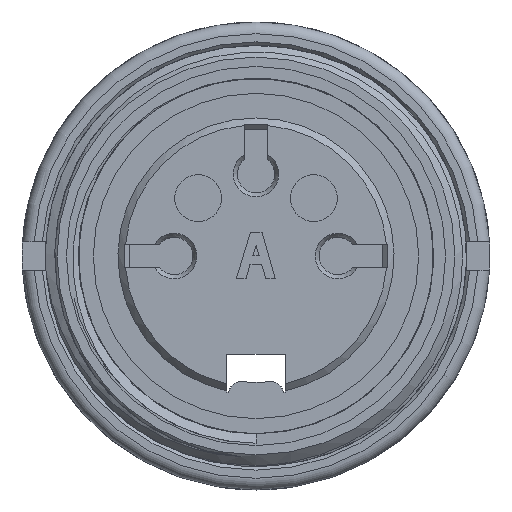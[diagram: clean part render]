
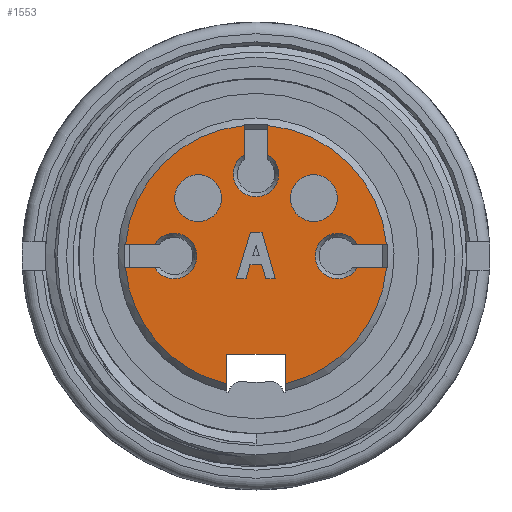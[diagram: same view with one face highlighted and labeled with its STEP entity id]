
A CAD part, front view. The second image highlights one B-rep face of the part: STEP entity #1553.
In plain terms, the highlighted planar face has unit normal (0, -1, 0).
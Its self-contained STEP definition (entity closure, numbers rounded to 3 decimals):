
#1553=ADVANCED_FACE('',(#2407,#2408,#2409,#2410),#1682,.F.);
#1682=PLANE('',#5231);
#1769=LINE('',#9371,#2073);
#1770=LINE('',#9373,#2074);
#1776=LINE('',#9393,#2080);
#1948=LINE('',#10827,#2252);
#1949=LINE('',#10830,#2253);
#1950=LINE('',#10832,#2254);
#1951=LINE('',#10834,#2255);
#1952=LINE('',#10836,#2256);
#1953=LINE('',#10838,#2257);
#1954=LINE('',#10840,#2258);
#1955=LINE('',#10842,#2259);
#1956=LINE('',#10845,#2260);
#1957=LINE('',#10849,#2261);
#1958=LINE('',#10853,#2262);
#1959=LINE('',#10857,#2263);
#1960=LINE('',#10861,#2264);
#1961=LINE('',#10865,#2265);
#2073=VECTOR('',#5509,1.);
#2074=VECTOR('',#5512,1.);
#2080=VECTOR('',#5520,1.);
#2252=VECTOR('',#6062,1.);
#2253=VECTOR('',#6063,1.);
#2254=VECTOR('',#6064,1.);
#2255=VECTOR('',#6065,1.);
#2256=VECTOR('',#6066,1.);
#2257=VECTOR('',#6067,1.);
#2258=VECTOR('',#6068,1.);
#2259=VECTOR('',#6069,1.);
#2260=VECTOR('',#6072,1.);
#2261=VECTOR('',#6075,1.);
#2262=VECTOR('',#6078,1.);
#2263=VECTOR('',#6081,1.);
#2264=VECTOR('',#6084,1.);
#2265=VECTOR('',#6087,1.);
#2407=FACE_BOUND('',#2646,.T.);
#2408=FACE_BOUND('',#2647,.T.);
#2409=FACE_BOUND('',#2648,.T.);
#2410=FACE_BOUND('',#2649,.T.);
#2646=EDGE_LOOP('',(#3638));
#2647=EDGE_LOOP('',(#3639,#3640,#3641,#3642,#3643,#3644,#3645,#3646));
#2648=EDGE_LOOP('',(#3647,#3648,#3649,#3650,#3651,#3652,#3653,#3654,#3655,
#3656,#3657,#3658,#3659,#3660,#3661,#3662));
#2649=EDGE_LOOP('',(#3663));
#3638=ORIENTED_EDGE('',*,*,#4720,.F.);
#3639=ORIENTED_EDGE('',*,*,#4721,.T.);
#3640=ORIENTED_EDGE('',*,*,#4722,.T.);
#3641=ORIENTED_EDGE('',*,*,#4723,.T.);
#3642=ORIENTED_EDGE('',*,*,#4724,.T.);
#3643=ORIENTED_EDGE('',*,*,#4725,.T.);
#3644=ORIENTED_EDGE('',*,*,#4726,.T.);
#3645=ORIENTED_EDGE('',*,*,#4727,.T.);
#3646=ORIENTED_EDGE('',*,*,#4728,.T.);
#3647=ORIENTED_EDGE('',*,*,#4419,.T.);
#3648=ORIENTED_EDGE('',*,*,#4729,.T.);
#3649=ORIENTED_EDGE('',*,*,#4730,.F.);
#3650=ORIENTED_EDGE('',*,*,#4731,.F.);
#3651=ORIENTED_EDGE('',*,*,#4732,.F.);
#3652=ORIENTED_EDGE('',*,*,#4733,.T.);
#3653=ORIENTED_EDGE('',*,*,#4734,.F.);
#3654=ORIENTED_EDGE('',*,*,#4735,.F.);
#3655=ORIENTED_EDGE('',*,*,#4736,.F.);
#3656=ORIENTED_EDGE('',*,*,#4737,.T.);
#3657=ORIENTED_EDGE('',*,*,#4738,.F.);
#3658=ORIENTED_EDGE('',*,*,#4739,.F.);
#3659=ORIENTED_EDGE('',*,*,#4740,.F.);
#3660=ORIENTED_EDGE('',*,*,#4741,.T.);
#3661=ORIENTED_EDGE('',*,*,#4411,.T.);
#3662=ORIENTED_EDGE('',*,*,#4410,.T.);
#3663=ORIENTED_EDGE('',*,*,#4742,.F.);
#3969=VERTEX_POINT('',#9366);
#3971=VERTEX_POINT('',#9370);
#3972=VERTEX_POINT('',#9374);
#3976=VERTEX_POINT('',#9392);
#4176=VERTEX_POINT('',#10826);
#4177=VERTEX_POINT('',#10828);
#4178=VERTEX_POINT('',#10829);
#4179=VERTEX_POINT('',#10831);
#4180=VERTEX_POINT('',#10833);
#4181=VERTEX_POINT('',#10835);
#4182=VERTEX_POINT('',#10837);
#4183=VERTEX_POINT('',#10839);
#4184=VERTEX_POINT('',#10841);
#4185=VERTEX_POINT('',#10844);
#4186=VERTEX_POINT('',#10846);
#4187=VERTEX_POINT('',#10848);
#4188=VERTEX_POINT('',#10850);
#4189=VERTEX_POINT('',#10852);
#4190=VERTEX_POINT('',#10854);
#4191=VERTEX_POINT('',#10856);
#4192=VERTEX_POINT('',#10858);
#4193=VERTEX_POINT('',#10860);
#4194=VERTEX_POINT('',#10862);
#4195=VERTEX_POINT('',#10864);
#4196=VERTEX_POINT('',#10866);
#4197=VERTEX_POINT('',#10869);
#4410=EDGE_CURVE('',#3969,#3971,#1769,.T.);
#4411=EDGE_CURVE('',#3972,#3969,#1770,.T.);
#4419=EDGE_CURVE('',#3971,#3976,#1776,.T.);
#4720=EDGE_CURVE('',#4176,#4176,#4932,.T.);
#4721=EDGE_CURVE('',#4177,#4178,#1948,.T.);
#4722=EDGE_CURVE('',#4178,#4179,#1949,.T.);
#4723=EDGE_CURVE('',#4179,#4180,#1950,.T.);
#4724=EDGE_CURVE('',#4180,#4181,#1951,.T.);
#4725=EDGE_CURVE('',#4181,#4182,#1952,.T.);
#4726=EDGE_CURVE('',#4182,#4183,#1953,.T.);
#4727=EDGE_CURVE('',#4183,#4184,#1954,.T.);
#4728=EDGE_CURVE('',#4184,#4177,#1955,.T.);
#4729=EDGE_CURVE('',#3976,#4185,#4933,.T.);
#4730=EDGE_CURVE('',#4186,#4185,#1956,.T.);
#4731=EDGE_CURVE('',#4187,#4186,#4934,.T.);
#4732=EDGE_CURVE('',#4188,#4187,#1957,.T.);
#4733=EDGE_CURVE('',#4188,#4189,#4935,.T.);
#4734=EDGE_CURVE('',#4190,#4189,#1958,.T.);
#4735=EDGE_CURVE('',#4191,#4190,#4936,.T.);
#4736=EDGE_CURVE('',#4192,#4191,#1959,.T.);
#4737=EDGE_CURVE('',#4192,#4193,#4937,.T.);
#4738=EDGE_CURVE('',#4194,#4193,#1960,.T.);
#4739=EDGE_CURVE('',#4195,#4194,#4938,.T.);
#4740=EDGE_CURVE('',#4196,#4195,#1961,.T.);
#4741=EDGE_CURVE('',#4196,#3972,#4939,.T.);
#4742=EDGE_CURVE('',#4197,#4197,#4940,.T.);
#4932=CIRCLE('',#5222,1.);
#4933=CIRCLE('',#5223,5.6);
#4934=CIRCLE('',#5224,0.973);
#4935=CIRCLE('',#5225,5.6);
#4936=CIRCLE('',#5226,0.973);
#4937=CIRCLE('',#5227,5.6);
#4938=CIRCLE('',#5228,0.973);
#4939=CIRCLE('',#5229,5.6);
#4940=CIRCLE('',#5230,1.);
#5222=AXIS2_PLACEMENT_3D('',#10825,#6060,#6061);
#5223=AXIS2_PLACEMENT_3D('',#10843,#6070,#6071);
#5224=AXIS2_PLACEMENT_3D('',#10847,#6073,#6074);
#5225=AXIS2_PLACEMENT_3D('',#10851,#6076,#6077);
#5226=AXIS2_PLACEMENT_3D('',#10855,#6079,#6080);
#5227=AXIS2_PLACEMENT_3D('',#10859,#6082,#6083);
#5228=AXIS2_PLACEMENT_3D('',#10863,#6085,#6086);
#5229=AXIS2_PLACEMENT_3D('',#10867,#6088,#6089);
#5230=AXIS2_PLACEMENT_3D('',#10868,#6090,#6091);
#5231=AXIS2_PLACEMENT_3D('',#10870,#6092,#6093);
#5509=DIRECTION('',(1.,0.,0.));
#5512=DIRECTION('',(0.,0.,1.));
#5520=DIRECTION('',(0.,0.,-1.));
#6060=DIRECTION('',(0.,-1.,0.));
#6061=DIRECTION('',(-1.,0.,0.));
#6062=DIRECTION('',(1.,0.,0.));
#6063=DIRECTION('',(0.27,0.,-0.963));
#6064=DIRECTION('',(-1.,0.,0.));
#6065=DIRECTION('',(-0.287,0.,0.958));
#6066=DIRECTION('',(-1.,0.,0.));
#6067=DIRECTION('',(-0.258,0.,-0.966));
#6068=DIRECTION('',(-1.,0.,0.));
#6069=DIRECTION('',(0.287,0.,0.958));
#6070=DIRECTION('',(0.,-1.,0.));
#6071=DIRECTION('',(-1.,0.,0.));
#6072=DIRECTION('',(1.,0.,0.));
#6073=DIRECTION('',(0.,-1.,0.));
#6074=DIRECTION('',(0.858,0.,0.514));
#6075=DIRECTION('',(-1.,0.,0.));
#6076=DIRECTION('',(0.,-1.,0.));
#6077=DIRECTION('',(-1.,0.,0.));
#6078=DIRECTION('',(0.,0.,1.));
#6079=DIRECTION('',(0.,-1.,0.));
#6080=DIRECTION('',(-0.514,0.,0.858));
#6081=DIRECTION('',(0.,0.,-1.));
#6082=DIRECTION('',(0.,-1.,0.));
#6083=DIRECTION('',(-1.,0.,0.));
#6084=DIRECTION('',(-1.,0.,0.));
#6085=DIRECTION('',(0.,-1.,0.));
#6086=DIRECTION('',(-0.858,0.,-0.514));
#6087=DIRECTION('',(1.,0.,0.));
#6088=DIRECTION('',(0.,-1.,0.));
#6089=DIRECTION('',(-1.,0.,0.));
#6090=DIRECTION('',(0.,-1.,0.));
#6091=DIRECTION('',(-1.,0.,0.));
#6092=DIRECTION('',(0.,1.,0.));
#6093=DIRECTION('',(-1.,0.,0.));
#9366=CARTESIAN_POINT('',(-1.25,-0.35,-4.2));
#9370=CARTESIAN_POINT('',(1.25,-0.35,-4.2));
#9371=CARTESIAN_POINT('',(1.25,-0.35,-4.2));
#9373=CARTESIAN_POINT('',(-1.25,-0.35,-4.2));
#9374=CARTESIAN_POINT('',(-1.25,-0.35,-5.459));
#9392=CARTESIAN_POINT('',(1.25,-0.35,-5.459));
#9393=CARTESIAN_POINT('',(1.25,-0.35,-6.379));
#10825=CARTESIAN_POINT('',(-2.475,-0.35,2.475));
#10826=CARTESIAN_POINT('',(-3.475,-0.35,2.475));
#10827=CARTESIAN_POINT('',(-0.24,-0.35,1.02));
#10828=CARTESIAN_POINT('',(-0.24,-0.35,1.02));
#10829=CARTESIAN_POINT('',(0.26,-0.35,1.02));
#10830=CARTESIAN_POINT('',(0.26,-0.35,1.02));
#10831=CARTESIAN_POINT('',(0.82,-0.35,-0.98));
#10832=CARTESIAN_POINT('',(0.82,-0.35,-0.98));
#10833=CARTESIAN_POINT('',(0.42,-0.35,-0.98));
#10834=CARTESIAN_POINT('',(0.42,-0.35,-0.98));
#10835=CARTESIAN_POINT('',(0.24,-0.35,-0.38));
#10836=CARTESIAN_POINT('',(0.24,-0.35,-0.38));
#10837=CARTESIAN_POINT('',(-0.26,-0.35,-0.38));
#10838=CARTESIAN_POINT('',(-0.26,-0.35,-0.38));
#10839=CARTESIAN_POINT('',(-0.42,-0.35,-0.98));
#10840=CARTESIAN_POINT('',(-0.42,-0.35,-0.98));
#10841=CARTESIAN_POINT('',(-0.84,-0.35,-0.98));
#10842=CARTESIAN_POINT('',(-0.84,-0.35,-0.98));
#10843=CARTESIAN_POINT('',(0.,-0.35,0.));
#10844=CARTESIAN_POINT('',(5.578,-0.35,-0.5));
#10845=CARTESIAN_POINT('',(4.335,-0.35,-0.5));
#10846=CARTESIAN_POINT('',(4.335,-0.35,-0.5));
#10847=CARTESIAN_POINT('',(3.5,-0.35,0.));
#10848=CARTESIAN_POINT('',(4.335,-0.35,0.5));
#10849=CARTESIAN_POINT('',(5.7,-0.35,0.5));
#10850=CARTESIAN_POINT('',(5.578,-0.35,0.5));
#10851=CARTESIAN_POINT('',(0.,-0.35,0.));
#10852=CARTESIAN_POINT('',(0.5,-0.35,5.578));
#10853=CARTESIAN_POINT('',(0.5,-0.35,4.335));
#10854=CARTESIAN_POINT('',(0.5,-0.35,4.335));
#10855=CARTESIAN_POINT('',(0.,-0.35,3.5));
#10856=CARTESIAN_POINT('',(-0.5,-0.35,4.335));
#10857=CARTESIAN_POINT('',(-0.5,-0.35,5.7));
#10858=CARTESIAN_POINT('',(-0.5,-0.35,5.578));
#10859=CARTESIAN_POINT('',(0.,-0.35,0.));
#10860=CARTESIAN_POINT('',(-5.578,-0.35,0.5));
#10861=CARTESIAN_POINT('',(-4.335,-0.35,0.5));
#10862=CARTESIAN_POINT('',(-4.335,-0.35,0.5));
#10863=CARTESIAN_POINT('',(-3.5,-0.35,0.));
#10864=CARTESIAN_POINT('',(-4.335,-0.35,-0.5));
#10865=CARTESIAN_POINT('',(-5.7,-0.35,-0.5));
#10866=CARTESIAN_POINT('',(-5.578,-0.35,-0.5));
#10867=CARTESIAN_POINT('',(0.,-0.35,0.));
#10868=CARTESIAN_POINT('',(2.475,-0.35,2.475));
#10869=CARTESIAN_POINT('',(1.475,-0.35,2.475));
#10870=CARTESIAN_POINT('',(-5.9,-0.35,0.));
